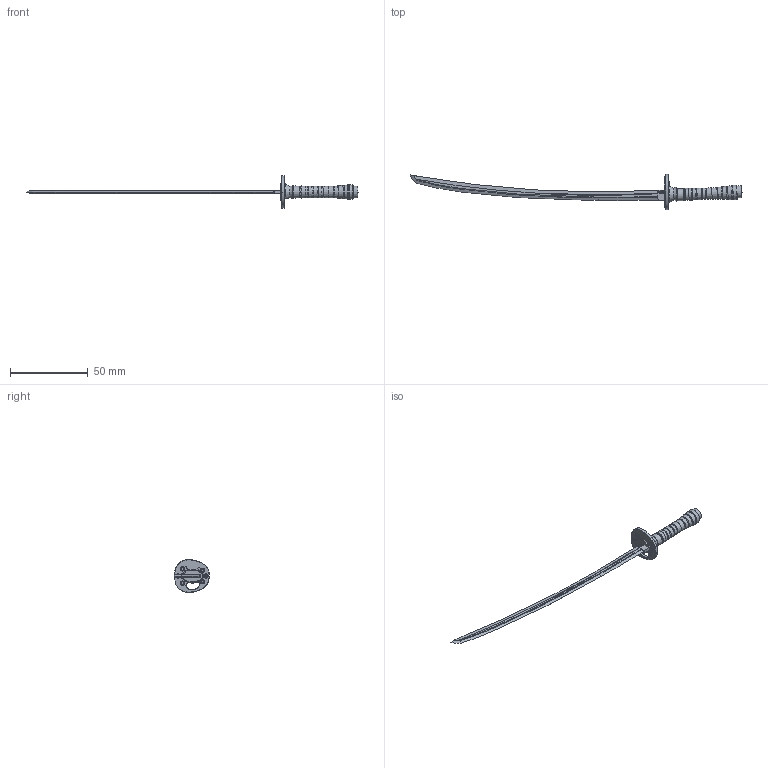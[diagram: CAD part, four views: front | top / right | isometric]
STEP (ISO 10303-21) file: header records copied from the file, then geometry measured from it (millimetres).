
FILE_DESCRIPTION(/* description */ (''),/* implementation_level */ '2;1');
FILE_NAME(/* name */ '0a497bbc-4b59-4f8b-9e79-b61cc892ebd8.stp',/* time_stamp */ '2023-07-04T14:28:19Z',/* author */ (''),/* organization */ (''),/* preprocessor_version */ 'ST-DEVELOPER v20',/* originating_system */ 'Autodesk Translation Framework v12.9.0.99',/* authorisation */ '');
FILE_SCHEMA (('AUTOMOTIVE_DESIGN { 1 0 10303 214 3 1 1 }'));
Length unit declared in the file: millimetre
Products named in the file (6): Katana; Top blade start; Blade; blade start; Holster; Handle
Assembly tree (5 placements, depth 2):
  Katana
    Top blade start
    Blade
    blade start
    Holster
    Handle
Bounding box: 213.11 x 22.51 x 21.1 mm (x, y, z)
Volume: 4450.3 mm3; surface area: 5380.9 mm2
Topology: 12 solids, 13 shells, 345 faces, 851 edges, 549 vertices
Faces by surface type: plane 171, bspline 86, cone 47, torus 22, cylinder 19
Full cylindrical faces by diameter (mm): 2.408 x12
Entity records: 18042 total; most frequent: CARTESIAN_POINT 10239, ORIENTED_EDGE 1696, DIRECTION 1351, EDGE_CURVE 848, VERTEX_POINT 549, LINE 453, VECTOR 453, AXIS2_PLACEMENT_3D 449
